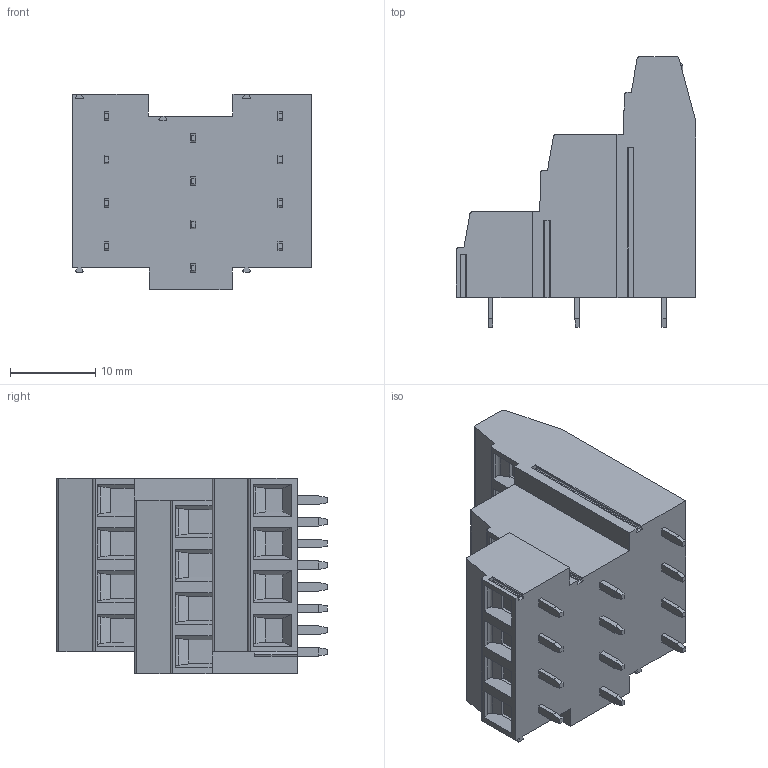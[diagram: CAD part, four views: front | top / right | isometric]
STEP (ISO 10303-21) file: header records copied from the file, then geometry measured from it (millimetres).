
FILE_DESCRIPTION((''),'2;1');
FILE_NAME('TL332VH3-XXP-XS','2025-01-17T',('yanfa'),(''),'PRO/ENGINEER BY PARAMETRIC TECHNOLOGY CORPORATION, 2009280','PRO/ENGINEER BY PARAMETRIC TECHNOLOGY CORPORATION, 2009280','');
FILE_SCHEMA(('AUTOMOTIVE_DESIGN_CC2 { 1 2 10303 214 -1 1 5 2 }'));
Length unit declared in the file: millimetre
Products named in the file (1): TL332VH3-XXP-XS
Bounding box: 28.1 x 31.7 x 22.86 mm (x, y, z)
Volume: 9766.4 mm3; surface area: 4102 mm2
Topology: 1 solids, 1 shells, 557 faces, 1425 edges, 906 vertices
Faces by surface type: plane 329, cylinder 144, cone 56, torus 24, sphere 4
Entity records: 16996 total; most frequent: CARTESIAN_POINT 3344, ORIENTED_EDGE 2850, DIRECTION 2811, EDGE_CURVE 1425, VECTOR 1001, LINE 1001, VERTEX_POINT 906, AXIS2_PLACEMENT_3D 905
